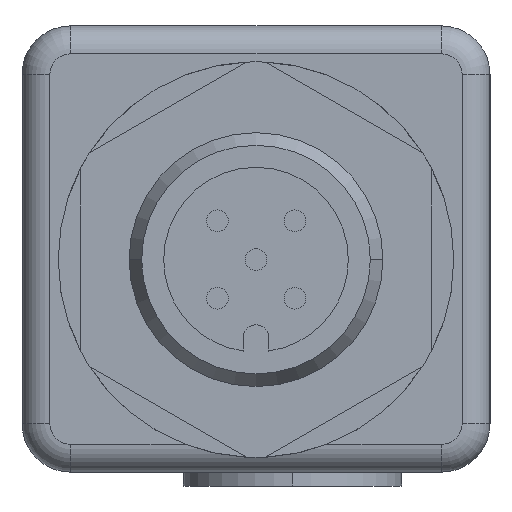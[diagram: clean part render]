
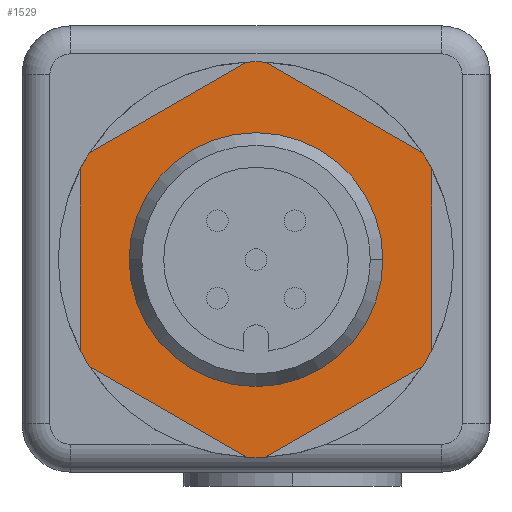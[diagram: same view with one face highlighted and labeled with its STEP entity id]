
A CAD part, left-side view. The second image highlights one B-rep face of the part: STEP entity #1529.
In plain terms, the highlighted planar face has unit normal (-1, 0, 0).
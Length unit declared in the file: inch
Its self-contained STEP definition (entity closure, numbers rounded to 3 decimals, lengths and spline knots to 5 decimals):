
#36 = VERTEX_POINT ( 'NONE', #1246 ) ;
#56 = VERTEX_POINT ( 'NONE', #1020 ) ;
#114 = EDGE_CURVE ( 'NONE', #2713, #4018, #4193, .T. ) ;
#164 = LINE ( 'NONE', #3355, #2176 ) ;
#252 = DIRECTION ( 'NONE',  ( 0., 1., 0. ) ) ;
#272 = DIRECTION ( 'NONE',  ( 0., 0.866, -0.5 ) ) ;
#289 = ORIENTED_EDGE ( 'NONE', *, *, #2182, .F. ) ;
#401 = AXIS2_PLACEMENT_3D ( 'NONE', #1470, #4025, #1830 ) ;
#436 = ORIENTED_EDGE ( 'NONE', *, *, #635, .T. ) ;
#521 = LINE ( 'NONE', #2880, #4347 ) ;
#555 = CARTESIAN_POINT ( 'NONE',  ( -0.08, 0.4195, -0.419 ) ) ;
#635 = EDGE_CURVE ( 'NONE', #36, #4137, #521, .T. ) ;
#656 = VERTEX_POINT ( 'NONE', #3640 ) ;
#756 = CARTESIAN_POINT ( 'NONE',  ( -0.08, 0.7345, -0.419 ) ) ;
#809 = DIRECTION ( 'NONE',  ( 0., 0., -1. ) ) ;
#870 = LINE ( 'NONE', #4109, #2862 ) ;
#884 = PLANE ( 'NONE',  #3922 ) ;
#903 = EDGE_CURVE ( 'NONE', #56, #4135, #1640, .T. ) ;
#906 = DIRECTION ( 'NONE',  ( -1., 0., 0. ) ) ;
#920 = ORIENTED_EDGE ( 'NONE', *, *, #3034, .F. ) ;
#928 = CARTESIAN_POINT ( 'NONE',  ( -0.08, 0.192, -0.419 ) ) ;
#945 = DIRECTION ( 'NONE',  ( 0., 1., 0. ) ) ;
#1017 = CARTESIAN_POINT ( 'NONE',  ( -0.08, 0.7345, -0.58162 ) ) ;
#1020 = CARTESIAN_POINT ( 'NONE',  ( -0.08, 0.12117, -0.22751 ) ) ;
#1082 = CARTESIAN_POINT ( 'NONE',  ( -0.08, 0.40283, -0.77311 ) ) ;
#1109 = FACE_BOUND ( 'NONE', #1267, .T. ) ;
#1140 = DIRECTION ( 'NONE',  ( 0., -0.866, -0.5 ) ) ;
#1148 = VECTOR ( 'NONE', #809, 39.37008 ) ;
#1158 = CARTESIAN_POINT ( 'NONE',  ( -0.08, 0.4195, -0.419 ) ) ;
#1164 = ORIENTED_EDGE ( 'NONE', *, *, #4514, .F. ) ;
#1182 = DIRECTION ( 'NONE',  ( 0., 0.866, 0.5 ) ) ;
#1246 = CARTESIAN_POINT ( 'NONE',  ( -0.08, 0.43617, -0.06489 ) ) ;
#1253 = EDGE_CURVE ( 'NONE', #3588, #2609, #870, .T. ) ;
#1267 = EDGE_LOOP ( 'NONE', ( #1923, #4017 ) ) ;
#1318 = CARTESIAN_POINT ( 'NONE',  ( -0.08, 0.4195, -0.419 ) ) ;
#1322 = VERTEX_POINT ( 'NONE', #4516 ) ;
#1470 = CARTESIAN_POINT ( 'NONE',  ( -0.08, 0.4195, -0.419 ) ) ;
#1496 = VERTEX_POINT ( 'NONE', #928 ) ;
#1529 = ADVANCED_FACE ( 'NONE', ( #1109, #2966 ), #884, .T. ) ;
#1538 = DIRECTION ( 'NONE',  ( 0., 1., 0. ) ) ;
#1551 = DIRECTION ( 'NONE',  ( 0., -0.866, 0.5 ) ) ;
#1570 = ORIENTED_EDGE ( 'NONE', *, *, #4178, .F. ) ;
#1577 = CARTESIAN_POINT ( 'NONE',  ( -0.08, 0.52787, 0.0073 ) ) ;
#1622 = ORIENTED_EDGE ( 'NONE', *, *, #2780, .F. ) ;
#1640 = LINE ( 'NONE', #1577, #3491 ) ;
#1649 = CIRCLE ( 'NONE', #3593, 0.2275 ) ;
#1651 = EDGE_CURVE ( 'NONE', #1496, #1322, #2788, .T. ) ;
#1676 = DIRECTION ( 'NONE',  ( 0., 1., 0. ) ) ;
#1714 = AXIS2_PLACEMENT_3D ( 'NONE', #1158, #3737, #1538 ) ;
#1763 = VECTOR ( 'NONE', #1962, 39.37008 ) ;
#1773 = CARTESIAN_POINT ( 'NONE',  ( -0.08, 0.4195, -0.419 ) ) ;
#1778 = VERTEX_POINT ( 'NONE', #4716 ) ;
#1830 = DIRECTION ( 'NONE',  ( 0., 1., 0. ) ) ;
#1875 = ORIENTED_EDGE ( 'NONE', *, *, #114, .T. ) ;
#1923 = ORIENTED_EDGE ( 'NONE', *, *, #4016, .T. ) ;
#1962 = DIRECTION ( 'NONE',  ( 0., 0., 1. ) ) ;
#1973 = CARTESIAN_POINT ( 'NONE',  ( -0.08, 0.4195, -0.419 ) ) ;
#2068 = AXIS2_PLACEMENT_3D ( 'NONE', #555, #3171, #945 ) ;
#2073 = AXIS2_PLACEMENT_3D ( 'NONE', #1973, #4545, #2355 ) ;
#2110 = CARTESIAN_POINT ( 'NONE',  ( -0.08, 0.4195, -0.419 ) ) ;
#2116 = CIRCLE ( 'NONE', #401, 0.3545 ) ;
#2146 = DIRECTION ( 'NONE',  ( 0., 1., 0. ) ) ;
#2176 = VECTOR ( 'NONE', #1140, 39.37008 ) ;
#2182 = EDGE_CURVE ( 'NONE', #2545, #2609, #4499, .T. ) ;
#2263 = ORIENTED_EDGE ( 'NONE', *, *, #903, .T. ) ;
#2355 = DIRECTION ( 'NONE',  ( 0., 1., 0. ) ) ;
#2370 = CARTESIAN_POINT ( 'NONE',  ( -0.08, 0.7345, -0.25638 ) ) ;
#2382 = CARTESIAN_POINT ( 'NONE',  ( -0.08, 0.43617, -0.77311 ) ) ;
#2446 = EDGE_LOOP ( 'NONE', ( #1570, #2263, #4136, #436, #920, #1875, #1164, #2536, #1622, #4734, #289, #4628 ) ) ;
#2461 = CIRCLE ( 'NONE', #2073, 0.3545 ) ;
#2478 = CARTESIAN_POINT ( 'NONE',  ( -0.08, 0.40283, -0.06489 ) ) ;
#2487 = DIRECTION ( 'NONE',  ( 0., 1., 0. ) ) ;
#2523 = DIRECTION ( 'NONE',  ( 1., 0., 0. ) ) ;
#2536 = ORIENTED_EDGE ( 'NONE', *, *, #2740, .T. ) ;
#2545 = VERTEX_POINT ( 'NONE', #2584 ) ;
#2584 = CARTESIAN_POINT ( 'NONE',  ( -0.08, 0.1045, -0.58162 ) ) ;
#2601 = AXIS2_PLACEMENT_3D ( 'NONE', #2110, #4674, #2487 ) ;
#2609 = VERTEX_POINT ( 'NONE', #4089 ) ;
#2713 = VERTEX_POINT ( 'NONE', #2370 ) ;
#2740 = EDGE_CURVE ( 'NONE', #1778, #4816, #164, .T. ) ;
#2747 = LINE ( 'NONE', #3802, #1763 ) ;
#2780 = EDGE_CURVE ( 'NONE', #3588, #4816, #4008, .T. ) ;
#2788 = CIRCLE ( 'NONE', #2601, 0.2275 ) ;
#2862 = VECTOR ( 'NONE', #1551, 39.37008 ) ;
#2880 = CARTESIAN_POINT ( 'NONE',  ( -0.08, 0.84287, -0.29971 ) ) ;
#2966 = FACE_OUTER_BOUND ( 'NONE', #2446, .T. ) ;
#3034 = EDGE_CURVE ( 'NONE', #2713, #4137, #4357, .T. ) ;
#3073 = AXIS2_PLACEMENT_3D ( 'NONE', #1318, #3885, #1676 ) ;
#3131 = CARTESIAN_POINT ( 'NONE',  ( -0.08, 0.774, -0.419 ) ) ;
#3171 = DIRECTION ( 'NONE',  ( 1., 0., 0. ) ) ;
#3355 = CARTESIAN_POINT ( 'NONE',  ( -0.08, 0.84287, -0.53829 ) ) ;
#3491 = VECTOR ( 'NONE', #1182, 39.37008 ) ;
#3496 = DIRECTION ( 'NONE',  ( 0., -1., 0. ) ) ;
#3556 = CIRCLE ( 'NONE', #3739, 0.3545 ) ;
#3588 = VERTEX_POINT ( 'NONE', #1082 ) ;
#3593 = AXIS2_PLACEMENT_3D ( 'NONE', #1773, #4341, #2146 ) ;
#3640 = CARTESIAN_POINT ( 'NONE',  ( -0.08, 0.1045, -0.25638 ) ) ;
#3737 = DIRECTION ( 'NONE',  ( 1., 0., 0. ) ) ;
#3739 = AXIS2_PLACEMENT_3D ( 'NONE', #4707, #2523, #252 ) ;
#3802 = CARTESIAN_POINT ( 'NONE',  ( -0.08, 0.1045, -0.419 ) ) ;
#3814 = EDGE_CURVE ( 'NONE', #2545, #656, #2747, .T. ) ;
#3885 = DIRECTION ( 'NONE',  ( 1., 0., 0. ) ) ;
#3922 = AXIS2_PLACEMENT_3D ( 'NONE', #3131, #906, #3496 ) ;
#3926 = CARTESIAN_POINT ( 'NONE',  ( -0.08, 0.71783, -0.22751 ) ) ;
#4008 = CIRCLE ( 'NONE', #1714, 0.3545 ) ;
#4016 = EDGE_CURVE ( 'NONE', #1322, #1496, #1649, .T. ) ;
#4017 = ORIENTED_EDGE ( 'NONE', *, *, #1651, .T. ) ;
#4018 = VERTEX_POINT ( 'NONE', #1017 ) ;
#4025 = DIRECTION ( 'NONE',  ( 1., 0., 0. ) ) ;
#4089 = CARTESIAN_POINT ( 'NONE',  ( -0.08, 0.12117, -0.61049 ) ) ;
#4109 = CARTESIAN_POINT ( 'NONE',  ( -0.08, 0.52787, -0.8453 ) ) ;
#4135 = VERTEX_POINT ( 'NONE', #2478 ) ;
#4136 = ORIENTED_EDGE ( 'NONE', *, *, #4344, .F. ) ;
#4137 = VERTEX_POINT ( 'NONE', #3926 ) ;
#4178 = EDGE_CURVE ( 'NONE', #56, #656, #3556, .T. ) ;
#4193 = LINE ( 'NONE', #756, #1148 ) ;
#4341 = DIRECTION ( 'NONE',  ( 1., 0., 0. ) ) ;
#4344 = EDGE_CURVE ( 'NONE', #36, #4135, #2116, .T. ) ;
#4347 = VECTOR ( 'NONE', #272, 39.37008 ) ;
#4357 = CIRCLE ( 'NONE', #2068, 0.3545 ) ;
#4499 = CIRCLE ( 'NONE', #3073, 0.3545 ) ;
#4514 = EDGE_CURVE ( 'NONE', #1778, #4018, #2461, .T. ) ;
#4516 = CARTESIAN_POINT ( 'NONE',  ( -0.08, 0.647, -0.419 ) ) ;
#4545 = DIRECTION ( 'NONE',  ( 1., 0., 0. ) ) ;
#4628 = ORIENTED_EDGE ( 'NONE', *, *, #3814, .T. ) ;
#4674 = DIRECTION ( 'NONE',  ( 1., 0., 0. ) ) ;
#4707 = CARTESIAN_POINT ( 'NONE',  ( -0.08, 0.4195, -0.419 ) ) ;
#4716 = CARTESIAN_POINT ( 'NONE',  ( -0.08, 0.71783, -0.61049 ) ) ;
#4734 = ORIENTED_EDGE ( 'NONE', *, *, #1253, .T. ) ;
#4816 = VERTEX_POINT ( 'NONE', #2382 ) ;
